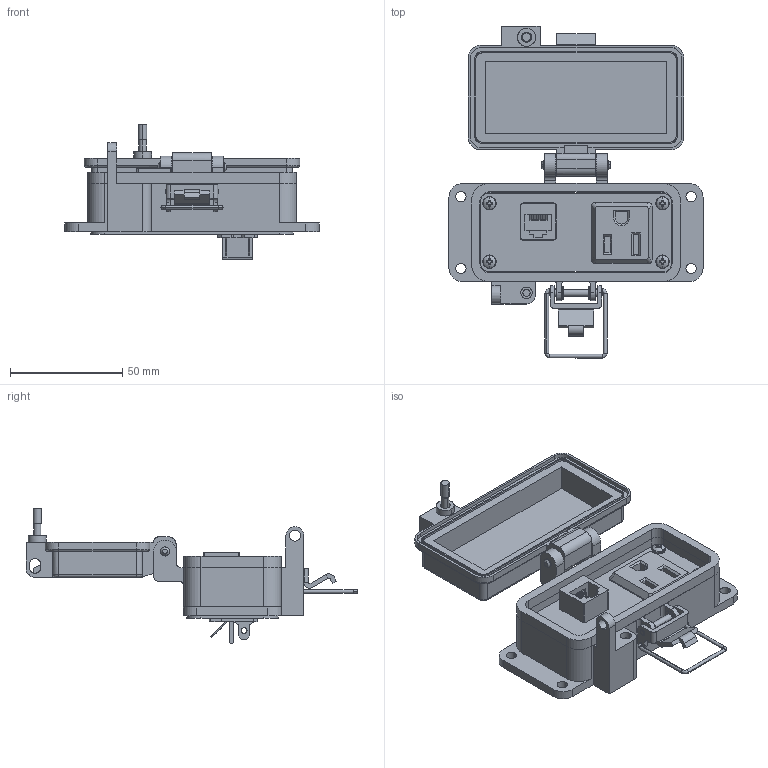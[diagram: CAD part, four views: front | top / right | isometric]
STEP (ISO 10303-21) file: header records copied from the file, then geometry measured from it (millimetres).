
FILE_DESCRIPTION (( 'STEP AP214' ), '1' );
FILE_NAME ('P-B1-F3R0_3D.STEP', '2018-03-21T14:22:35', ( '' ), ( '' ), 'SwSTEP 2.0', 'SolidWorks 2017', '' );
FILE_SCHEMA (( 'AUTOMOTIVE_DESIGN' ));
Length unit declared in the file: millimetre
Products named in the file (14): Z-H-F3_B; Z-000-4243316TFP; R; Z-200-OTLT-R0SQ; P-B1-F3R0_FP060_1; B1; Z-500-2008; Z-100-SLCPP150N; SLCPP-150_RJ45; SLCPP-150_PCB; P-B1-F3R0_BP180_1; P-B1-F3R0_3D; 92005A124_METRIC PAN HEAD PHILLIPS MACHINE SCREW_92005A124; -F3
Assembly tree (18 placements, depth 4):
  P-B1-F3R0_3D
    P-B1-F3R0_BP180_1
    B1
      Z-100-SLCPP150N
        SLCPP-150_PCB
        SLCPP-150_RJ45
      Z-500-2008  x2
    P-B1-F3R0_FP060_1
    R
      Z-200-OTLT-R0SQ
    Z-000-4243316TFP  x2
    -F3
      Z-H-F3_B
    92005A124_METRIC PAN HEAD PHILLIPS MACHINE SCREW_92005A124  x4
Bounding box: 113 x 147.61 x 60.32 mm (x, y, z)
Volume: 89408.6 mm3; surface area: 71307.1 mm2
Topology: 23 solids, 25 shells, 1962 faces, 5400 edges, 3556 vertices
Faces by surface type: cylinder 969, plane 778, bspline 120, cone 71, torus 16, sphere 8
Entity records: 51307 total; most frequent: CARTESIAN_POINT 13753, ORIENTED_EDGE 6570, DIRECTION 5683, EDGE_CURVE 3285, VERTEX_POINT 2167, LINE 1967, VECTOR 1967, AXIS2_PLACEMENT_3D 1858
